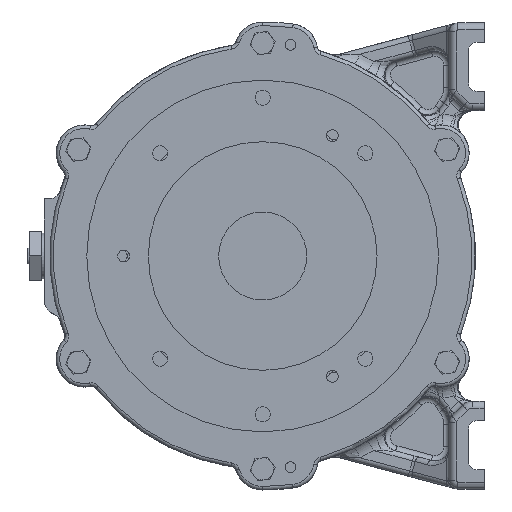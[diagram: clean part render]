
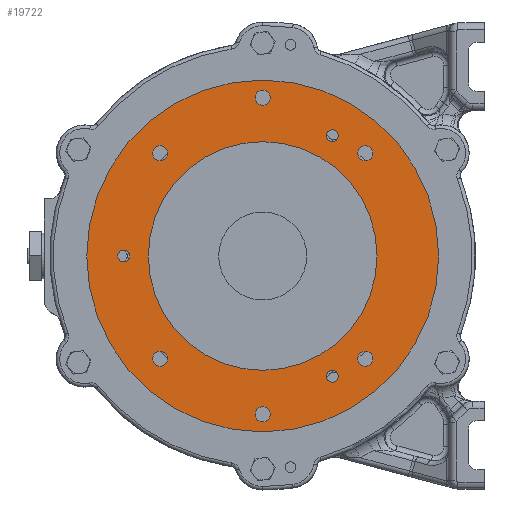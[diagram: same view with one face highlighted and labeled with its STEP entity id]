
A CAD part, left-side view. The second image highlights one B-rep face of the part: STEP entity #19722.
In plain terms, the highlighted planar face has unit normal (-1, 0, 0).
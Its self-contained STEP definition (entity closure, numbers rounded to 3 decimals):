
#58 = DIRECTION ( 'NONE',  ( 1., 0., 0. ) ) ;
#157 = VERTEX_POINT ( 'NONE', #8622 ) ;
#407 = CARTESIAN_POINT ( 'NONE',  ( -87.5, 0., 65. ) ) ;
#674 = DIRECTION ( 'NONE',  ( 0., 0., -1. ) ) ;
#741 = AXIS2_PLACEMENT_3D ( 'NONE', #44711, #40822, #5425 ) ;
#1990 = EDGE_LOOP ( 'NONE', ( #8616 ) ) ;
#2899 = DIRECTION ( 'NONE',  ( 0., 0., -1. ) ) ;
#2973 = VERTEX_POINT ( 'NONE', #42252 ) ;
#3007 = AXIS2_PLACEMENT_3D ( 'NONE', #33094, #16150, #674 ) ;
#3256 = CARTESIAN_POINT ( 'NONE',  ( -87.5, 79., 0. ) ) ;
#3687 = CARTESIAN_POINT ( 'NONE',  ( -87.5, 0., -94.25 ) ) ;
#4176 = CIRCLE ( 'NONE', #32191, 4.25 ) ;
#4214 = AXIS2_PLACEMENT_3D ( 'NONE', #3256, #34772, #19279 ) ;
#5015 = EDGE_LOOP ( 'NONE', ( #6359 ) ) ;
#5425 = DIRECTION ( 'NONE',  ( 0., 0., -1. ) ) ;
#6029 = CARTESIAN_POINT ( 'NONE',  ( -87.5, 0., 0. ) ) ;
#6359 = ORIENTED_EDGE ( 'NONE', *, *, #16731, .T. ) ;
#6892 = FACE_BOUND ( 'NONE', #32031, .T. ) ;
#7091 = VERTEX_POINT ( 'NONE', #35002 ) ;
#7165 = EDGE_LOOP ( 'NONE', ( #17491 ) ) ;
#7352 = VERTEX_POINT ( 'NONE', #42502 ) ;
#8124 = VERTEX_POINT ( 'NONE', #407 ) ;
#8251 = ORIENTED_EDGE ( 'NONE', *, *, #30798, .T. ) ;
#8616 = ORIENTED_EDGE ( 'NONE', *, *, #17892, .T. ) ;
#8622 = CARTESIAN_POINT ( 'NONE',  ( -87.5, 0., 85.75 ) ) ;
#9457 = EDGE_LOOP ( 'NONE', ( #34864 ) ) ;
#10012 = EDGE_CURVE ( 'NONE', #17201, #17201, #49217, .T. ) ;
#10392 = DIRECTION ( 'NONE',  ( 0., 0., -1. ) ) ;
#10543 = DIRECTION ( 'NONE',  ( 0., 0., -1. ) ) ;
#10640 = CIRCLE ( 'NONE', #18921, 4.25 ) ;
#10658 = ORIENTED_EDGE ( 'NONE', *, *, #23699, .T. ) ;
#11653 = DIRECTION ( 'NONE',  ( 0., 0., -1. ) ) ;
#12032 = DIRECTION ( 'NONE',  ( 0., 0., -1. ) ) ;
#12293 = AXIS2_PLACEMENT_3D ( 'NONE', #46547, #42418, #2899 ) ;
#12660 = ORIENTED_EDGE ( 'NONE', *, *, #27074, .T. ) ;
#13336 = AXIS2_PLACEMENT_3D ( 'NONE', #47053, #58, #11653 ) ;
#13945 = AXIS2_PLACEMENT_3D ( 'NONE', #32175, #36791, #32420 ) ;
#14645 = FACE_BOUND ( 'NONE', #23197, .T. ) ;
#14800 = CIRCLE ( 'NONE', #13945, 4.25 ) ;
#15038 = EDGE_CURVE ( 'NONE', #7352, #7352, #14800, .T. ) ;
#15159 = FACE_BOUND ( 'NONE', #1990, .T. ) ;
#16150 = DIRECTION ( 'NONE',  ( 1., 0., 0. ) ) ;
#16329 = EDGE_CURVE ( 'NONE', #23123, #23123, #4176, .T. ) ;
#16731 = EDGE_CURVE ( 'NONE', #7091, #7091, #40480, .T. ) ;
#17201 = VERTEX_POINT ( 'NONE', #32956 ) ;
#17410 = AXIS2_PLACEMENT_3D ( 'NONE', #50805, #31956, #47459 ) ;
#17491 = ORIENTED_EDGE ( 'NONE', *, *, #42884, .T. ) ;
#17892 = EDGE_CURVE ( 'NONE', #2973, #2973, #37101, .T. ) ;
#17922 = DIRECTION ( 'NONE',  ( 1., 0., 0. ) ) ;
#18788 = PLANE ( 'NONE',  #17410 ) ;
#18921 = AXIS2_PLACEMENT_3D ( 'NONE', #33659, #21525, #10392 ) ;
#19051 = FACE_BOUND ( 'NONE', #7165, .T. ) ;
#19113 = ORIENTED_EDGE ( 'NONE', *, *, #30467, .T. ) ;
#19279 = DIRECTION ( 'NONE',  ( 0., 0., -1. ) ) ;
#19286 = DIRECTION ( 'NONE',  ( 1., 0., 0. ) ) ;
#19722 = ADVANCED_FACE ( 'NONE', ( #19051, #50554, #15159, #14645, #29909, #42305, #30937, #26292, #30163, #45912, #6892 ), #18788, .T. ) ;
#21525 = DIRECTION ( 'NONE',  ( 1., 0., 0. ) ) ;
#22947 = DIRECTION ( 'NONE',  ( 1., 0., 0. ) ) ;
#22993 = CIRCLE ( 'NONE', #741, 4.25 ) ;
#23096 = CARTESIAN_POINT ( 'NONE',  ( -87.5, 0., 0. ) ) ;
#23123 = VERTEX_POINT ( 'NONE', #50248 ) ;
#23179 = CIRCLE ( 'NONE', #34753, 100. ) ;
#23197 = EDGE_LOOP ( 'NONE', ( #46194 ) ) ;
#23326 = EDGE_CURVE ( 'NONE', #157, #157, #22993, .T. ) ;
#23699 = EDGE_CURVE ( 'NONE', #24658, #24658, #30487, .T. ) ;
#24658 = VERTEX_POINT ( 'NONE', #43800 ) ;
#25972 = EDGE_LOOP ( 'NONE', ( #37649 ) ) ;
#26292 = FACE_BOUND ( 'NONE', #38348, .T. ) ;
#26434 = VERTEX_POINT ( 'NONE', #3687 ) ;
#27074 = EDGE_CURVE ( 'NONE', #39395, #39395, #23179, .T. ) ;
#27657 = ORIENTED_EDGE ( 'NONE', *, *, #10012, .T. ) ;
#29030 = CIRCLE ( 'NONE', #33256, 65. ) ;
#29821 = DIRECTION ( 'NONE',  ( -1., 0., 0. ) ) ;
#29909 = FACE_BOUND ( 'NONE', #35330, .T. ) ;
#29945 = CARTESIAN_POINT ( 'NONE',  ( -87.5, 58.336, -58.336 ) ) ;
#30163 = FACE_BOUND ( 'NONE', #49879, .T. ) ;
#30467 = EDGE_CURVE ( 'NONE', #32159, #32159, #31628, .T. ) ;
#30487 = CIRCLE ( 'NONE', #12293, 4.25 ) ;
#30524 = AXIS2_PLACEMENT_3D ( 'NONE', #39933, #19286, #12032 ) ;
#30798 = EDGE_CURVE ( 'NONE', #8124, #8124, #29030, .T. ) ;
#30937 = FACE_BOUND ( 'NONE', #25972, .T. ) ;
#31628 = CIRCLE ( 'NONE', #13336, 4.25 ) ;
#31956 = DIRECTION ( 'NONE',  ( -1., 0., 0. ) ) ;
#32031 = EDGE_LOOP ( 'NONE', ( #27657 ) ) ;
#32159 = VERTEX_POINT ( 'NONE', #35782 ) ;
#32175 = CARTESIAN_POINT ( 'NONE',  ( -87.5, 58.336, 58.336 ) ) ;
#32191 = AXIS2_PLACEMENT_3D ( 'NONE', #29945, #22947, #10543 ) ;
#32420 = DIRECTION ( 'NONE',  ( 0., 0., -1. ) ) ;
#32956 = CARTESIAN_POINT ( 'NONE',  ( -87.5, -39.5, 65.016 ) ) ;
#33094 = CARTESIAN_POINT ( 'NONE',  ( -87.5, -39.5, 68.416 ) ) ;
#33256 = AXIS2_PLACEMENT_3D ( 'NONE', #6029, #17922, #49186 ) ;
#33659 = CARTESIAN_POINT ( 'NONE',  ( -87.5, 0., -90. ) ) ;
#34719 = DIRECTION ( 'NONE',  ( 0., 0., 1. ) ) ;
#34753 = AXIS2_PLACEMENT_3D ( 'NONE', #23096, #29821, #34719 ) ;
#34772 = DIRECTION ( 'NONE',  ( 1., 0., 0. ) ) ;
#34864 = ORIENTED_EDGE ( 'NONE', *, *, #23326, .T. ) ;
#35002 = CARTESIAN_POINT ( 'NONE',  ( -87.5, 79., -3.4 ) ) ;
#35330 = EDGE_LOOP ( 'NONE', ( #8251 ) ) ;
#35782 = CARTESIAN_POINT ( 'NONE',  ( -87.5, -58.336, -62.586 ) ) ;
#36791 = DIRECTION ( 'NONE',  ( 1., 0., 0. ) ) ;
#37101 = CIRCLE ( 'NONE', #30524, 3.4 ) ;
#37649 = ORIENTED_EDGE ( 'NONE', *, *, #15038, .T. ) ;
#38348 = EDGE_LOOP ( 'NONE', ( #10658 ) ) ;
#39395 = VERTEX_POINT ( 'NONE', #43542 ) ;
#39933 = CARTESIAN_POINT ( 'NONE',  ( -87.5, -39.5, -68.416 ) ) ;
#40477 = EDGE_LOOP ( 'NONE', ( #12660 ) ) ;
#40480 = CIRCLE ( 'NONE', #4214, 3.4 ) ;
#40822 = DIRECTION ( 'NONE',  ( 1., 0., 0. ) ) ;
#42252 = CARTESIAN_POINT ( 'NONE',  ( -87.5, -39.5, -71.816 ) ) ;
#42305 = FACE_OUTER_BOUND ( 'NONE', #40477, .T. ) ;
#42418 = DIRECTION ( 'NONE',  ( 1., 0., 0. ) ) ;
#42502 = CARTESIAN_POINT ( 'NONE',  ( -87.5, 58.336, 54.086 ) ) ;
#42884 = EDGE_CURVE ( 'NONE', #26434, #26434, #10640, .T. ) ;
#43542 = CARTESIAN_POINT ( 'NONE',  ( -87.5, 0., 100. ) ) ;
#43800 = CARTESIAN_POINT ( 'NONE',  ( -87.5, -58.336, 54.086 ) ) ;
#44711 = CARTESIAN_POINT ( 'NONE',  ( -87.5, 0., 90. ) ) ;
#45912 = FACE_BOUND ( 'NONE', #5015, .T. ) ;
#46194 = ORIENTED_EDGE ( 'NONE', *, *, #16329, .T. ) ;
#46547 = CARTESIAN_POINT ( 'NONE',  ( -87.5, -58.336, 58.336 ) ) ;
#47053 = CARTESIAN_POINT ( 'NONE',  ( -87.5, -58.336, -58.336 ) ) ;
#47459 = DIRECTION ( 'NONE',  ( 0., 0., 1. ) ) ;
#49186 = DIRECTION ( 'NONE',  ( 0., 0., 1. ) ) ;
#49217 = CIRCLE ( 'NONE', #3007, 3.4 ) ;
#49879 = EDGE_LOOP ( 'NONE', ( #19113 ) ) ;
#50248 = CARTESIAN_POINT ( 'NONE',  ( -87.5, 58.336, -62.586 ) ) ;
#50554 = FACE_BOUND ( 'NONE', #9457, .T. ) ;
#50805 = CARTESIAN_POINT ( 'NONE',  ( -87.5, -100., 0. ) ) ;
